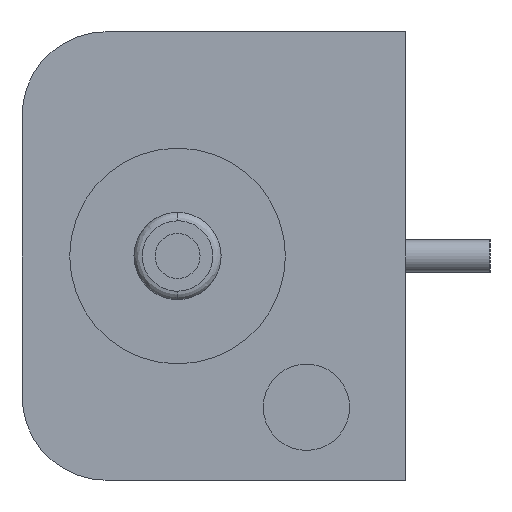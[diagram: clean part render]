
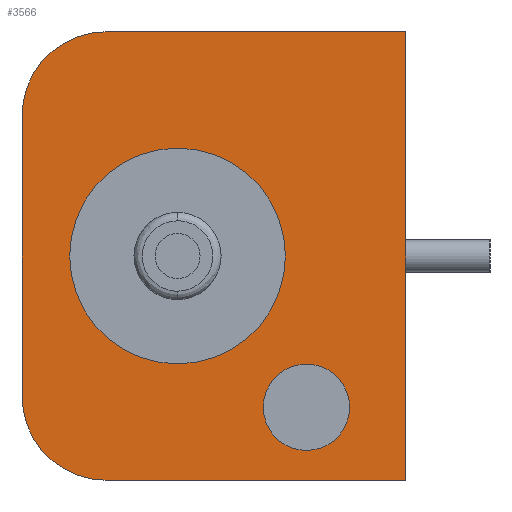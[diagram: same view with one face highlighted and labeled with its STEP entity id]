
A CAD part, left-side view. The second image highlights one B-rep face of the part: STEP entity #3566.
In plain terms, the highlighted planar face has unit normal (-1, 0, 0).
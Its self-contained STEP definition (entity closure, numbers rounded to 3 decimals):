
#193 = DIRECTION ( 'NONE',  ( 0., 1., 0. ) ) ;
#236 = ORIENTED_EDGE ( 'NONE', *, *, #1992, .T. ) ;
#338 = VERTEX_POINT ( 'NONE', #4733 ) ;
#413 = DIRECTION ( 'NONE',  ( 0., 0., 1. ) ) ;
#461 = VERTEX_POINT ( 'NONE', #2681 ) ;
#474 = DIRECTION ( 'NONE',  ( 0., 0., -1. ) ) ;
#521 = CARTESIAN_POINT ( 'NONE',  ( -29.85, 10.7, -5. ) ) ;
#570 = DIRECTION ( 'NONE',  ( 0., 0., 1. ) ) ;
#573 = EDGE_CURVE ( 'NONE', #2019, #4623, #2893, .T. ) ;
#597 = EDGE_CURVE ( 'NONE', #3609, #338, #1261, .T. ) ;
#678 = VERTEX_POINT ( 'NONE', #710 ) ;
#710 = CARTESIAN_POINT ( 'NONE',  ( -29.85, 0., -8. ) ) ;
#800 = PLANE ( 'NONE',  #1944 ) ;
#820 = EDGE_CURVE ( 'NONE', #2019, #678, #4787, .T. ) ;
#831 = DIRECTION ( 'NONE',  ( -1., 0., 0. ) ) ;
#860 = LINE ( 'NONE', #2856, #1005 ) ;
#999 = CIRCLE ( 'NONE', #2455, 3. ) ;
#1005 = VECTOR ( 'NONE', #4884, 1000. ) ;
#1017 = EDGE_LOOP ( 'NONE', ( #1999, #1070, #5049, #4342, #236, #2518 ) ) ;
#1070 = ORIENTED_EDGE ( 'NONE', *, *, #573, .F. ) ;
#1140 = DIRECTION ( 'NONE',  ( 0., 0., 1. ) ) ;
#1221 = CARTESIAN_POINT ( 'NONE',  ( -29.85, 0., 0. ) ) ;
#1261 = CIRCLE ( 'NONE', #2043, 1.539 ) ;
#1262 = DIRECTION ( 'NONE',  ( -1., 0., 0. ) ) ;
#1294 = ORIENTED_EDGE ( 'NONE', *, *, #3590, .F. ) ;
#1587 = ORIENTED_EDGE ( 'NONE', *, *, #4179, .F. ) ;
#1593 = CARTESIAN_POINT ( 'NONE',  ( -29.85, 0., 8. ) ) ;
#1650 = CARTESIAN_POINT ( 'NONE',  ( -29.85, 13.7, -8. ) ) ;
#1700 = CIRCLE ( 'NONE', #3463, 3.849 ) ;
#1708 = AXIS2_PLACEMENT_3D ( 'NONE', #521, #2199, #3341 ) ;
#1710 = CARTESIAN_POINT ( 'NONE',  ( -29.85, 8.15, 0. ) ) ;
#1763 = DIRECTION ( 'NONE',  ( 0., 0., 1. ) ) ;
#1922 = VERTEX_POINT ( 'NONE', #3719 ) ;
#1944 = AXIS2_PLACEMENT_3D ( 'NONE', #1650, #5167, #474 ) ;
#1992 = EDGE_CURVE ( 'NONE', #2332, #5162, #4570, .T. ) ;
#1999 = ORIENTED_EDGE ( 'NONE', *, *, #3118, .F. ) ;
#2019 = VERTEX_POINT ( 'NONE', #3479 ) ;
#2025 = CARTESIAN_POINT ( 'NONE',  ( -29.85, 3.55, -6.938 ) ) ;
#2043 = AXIS2_PLACEMENT_3D ( 'NONE', #4161, #3361, #570 ) ;
#2075 = CARTESIAN_POINT ( 'NONE',  ( -29.85, 13.7, -5. ) ) ;
#2197 = ORIENTED_EDGE ( 'NONE', *, *, #597, .F. ) ;
#2199 = DIRECTION ( 'NONE',  ( 1., 0., 0. ) ) ;
#2224 = VECTOR ( 'NONE', #2354, 1000. ) ;
#2296 = CARTESIAN_POINT ( 'NONE',  ( -29.85, 10.7, 8. ) ) ;
#2332 = VERTEX_POINT ( 'NONE', #1593 ) ;
#2354 = DIRECTION ( 'NONE',  ( 0., 0., -1. ) ) ;
#2400 = CIRCLE ( 'NONE', #3240, 1.539 ) ;
#2408 = EDGE_CURVE ( 'NONE', #3405, #461, #3368, .T. ) ;
#2421 = CARTESIAN_POINT ( 'NONE',  ( -29.85, 13.7, -8. ) ) ;
#2426 = DIRECTION ( 'NONE',  ( 0., 0., 1. ) ) ;
#2455 = AXIS2_PLACEMENT_3D ( 'NONE', #3426, #3921, #1140 ) ;
#2518 = ORIENTED_EDGE ( 'NONE', *, *, #2757, .F. ) ;
#2618 = CARTESIAN_POINT ( 'NONE',  ( -29.85, 13.7, 8. ) ) ;
#2681 = CARTESIAN_POINT ( 'NONE',  ( -29.85, 8.15, 3.849 ) ) ;
#2757 = EDGE_CURVE ( 'NONE', #1922, #5162, #999, .T. ) ;
#2819 = LINE ( 'NONE', #1221, #2224 ) ;
#2824 = DIRECTION ( 'NONE',  ( 0., -1., 0. ) ) ;
#2856 = CARTESIAN_POINT ( 'NONE',  ( -29.85, 13.7, -8. ) ) ;
#2893 = CIRCLE ( 'NONE', #1708, 3. ) ;
#3038 = AXIS2_PLACEMENT_3D ( 'NONE', #1710, #831, #2426 ) ;
#3055 = ORIENTED_EDGE ( 'NONE', *, *, #2408, .F. ) ;
#3118 = EDGE_CURVE ( 'NONE', #4623, #1922, #860, .T. ) ;
#3207 = CARTESIAN_POINT ( 'NONE',  ( -29.85, 8.15, 0. ) ) ;
#3240 = AXIS2_PLACEMENT_3D ( 'NONE', #4208, #3444, #1763 ) ;
#3329 = VECTOR ( 'NONE', #193, 1000. ) ;
#3341 = DIRECTION ( 'NONE',  ( 0., 0., 1. ) ) ;
#3361 = DIRECTION ( 'NONE',  ( -1., 0., 0. ) ) ;
#3368 = CIRCLE ( 'NONE', #3038, 3.849 ) ;
#3405 = VERTEX_POINT ( 'NONE', #4681 ) ;
#3426 = CARTESIAN_POINT ( 'NONE',  ( -29.85, 10.7, 5. ) ) ;
#3444 = DIRECTION ( 'NONE',  ( -1., 0., 0. ) ) ;
#3463 = AXIS2_PLACEMENT_3D ( 'NONE', #3207, #1262, #413 ) ;
#3479 = CARTESIAN_POINT ( 'NONE',  ( -29.85, 10.7, -8. ) ) ;
#3566 = ADVANCED_FACE ( 'NONE', ( #3653, #4761, #4014 ), #800, .F. ) ;
#3590 = EDGE_CURVE ( 'NONE', #461, #3405, #1700, .T. ) ;
#3609 = VERTEX_POINT ( 'NONE', #2025 ) ;
#3653 = FACE_OUTER_BOUND ( 'NONE', #1017, .T. ) ;
#3719 = CARTESIAN_POINT ( 'NONE',  ( -29.85, 13.7, 5. ) ) ;
#3801 = EDGE_LOOP ( 'NONE', ( #1587, #2197 ) ) ;
#3879 = EDGE_CURVE ( 'NONE', #2332, #678, #2819, .T. ) ;
#3921 = DIRECTION ( 'NONE',  ( 1., 0., 0. ) ) ;
#4014 = FACE_BOUND ( 'NONE', #3801, .T. ) ;
#4161 = CARTESIAN_POINT ( 'NONE',  ( -29.85, 3.55, -5.4 ) ) ;
#4179 = EDGE_CURVE ( 'NONE', #338, #3609, #2400, .T. ) ;
#4208 = CARTESIAN_POINT ( 'NONE',  ( -29.85, 3.55, -5.4 ) ) ;
#4342 = ORIENTED_EDGE ( 'NONE', *, *, #3879, .F. ) ;
#4400 = EDGE_LOOP ( 'NONE', ( #1294, #3055 ) ) ;
#4570 = LINE ( 'NONE', #2618, #3329 ) ;
#4623 = VERTEX_POINT ( 'NONE', #2075 ) ;
#4681 = CARTESIAN_POINT ( 'NONE',  ( -29.85, 8.15, -3.849 ) ) ;
#4733 = CARTESIAN_POINT ( 'NONE',  ( -29.85, 3.55, -3.861 ) ) ;
#4761 = FACE_BOUND ( 'NONE', #4400, .T. ) ;
#4787 = LINE ( 'NONE', #2421, #5136 ) ;
#4884 = DIRECTION ( 'NONE',  ( 0., 0., 1. ) ) ;
#5049 = ORIENTED_EDGE ( 'NONE', *, *, #820, .T. ) ;
#5136 = VECTOR ( 'NONE', #2824, 1000. ) ;
#5162 = VERTEX_POINT ( 'NONE', #2296 ) ;
#5167 = DIRECTION ( 'NONE',  ( 1., 0., 0. ) ) ;
